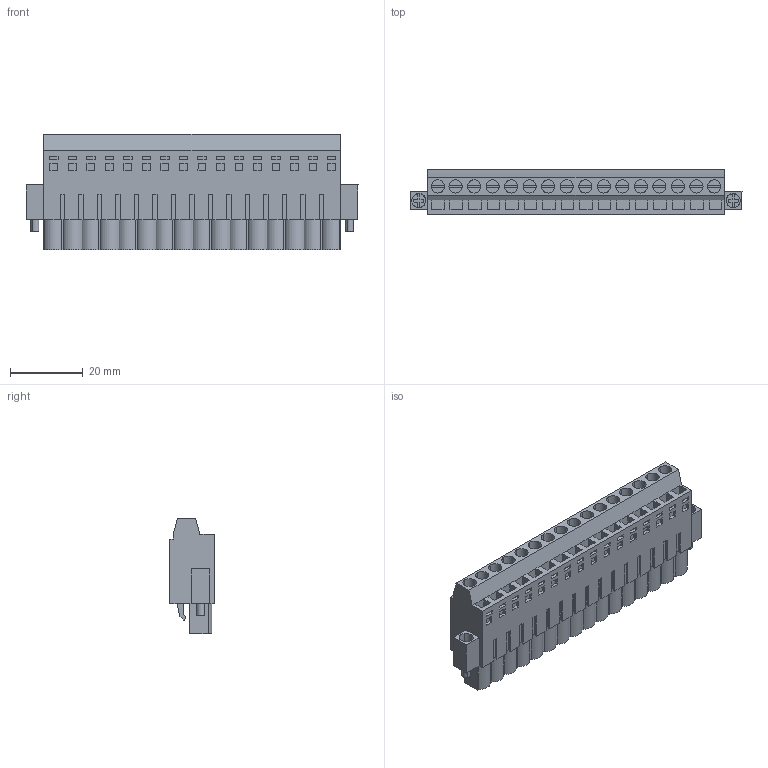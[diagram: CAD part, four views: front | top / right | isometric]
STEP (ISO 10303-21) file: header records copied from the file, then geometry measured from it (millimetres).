
FILE_DESCRIPTION(('CATIA V5 STEP Exchange','CAx-IF Rec.Pracs.--- Model Styling and Organization---1.2---2011-12-15'),'2;1');
FILE_NAME ('D1457352_0_1844130000_1844130000.stp','2017-10-31T20:30:27+00:00',('none'),('Weidmueller'),'CATIA Version 5-6 Release 2014','CATIA V5 STEP AP214','none');
FILE_SCHEMA(('AUTOMOTIVE_DESIGN { 1 0 10303 214 1 1 1 1 }'));
Length unit declared in the file: millimetre
Products named in the file (1): 1844130000
Bounding box: 91.08 x 12.2 x 31.8 mm (x, y, z)
Volume: 22212.9 mm3; surface area: 12791.5 mm2
Topology: 19 solids, 19 shells, 1093 faces, 3034 edges, 2067 vertices
Faces by surface type: plane 937, cylinder 156
Entity records: 33519 total; most frequent: CARTESIAN_POINT 6134, ORIENTED_EDGE 6068, DIRECTION 4351, EDGE_CURVE 3034, VECTOR 2650, LINE 2650, VERTEX_POINT 2067, EDGE_LOOP 1185
